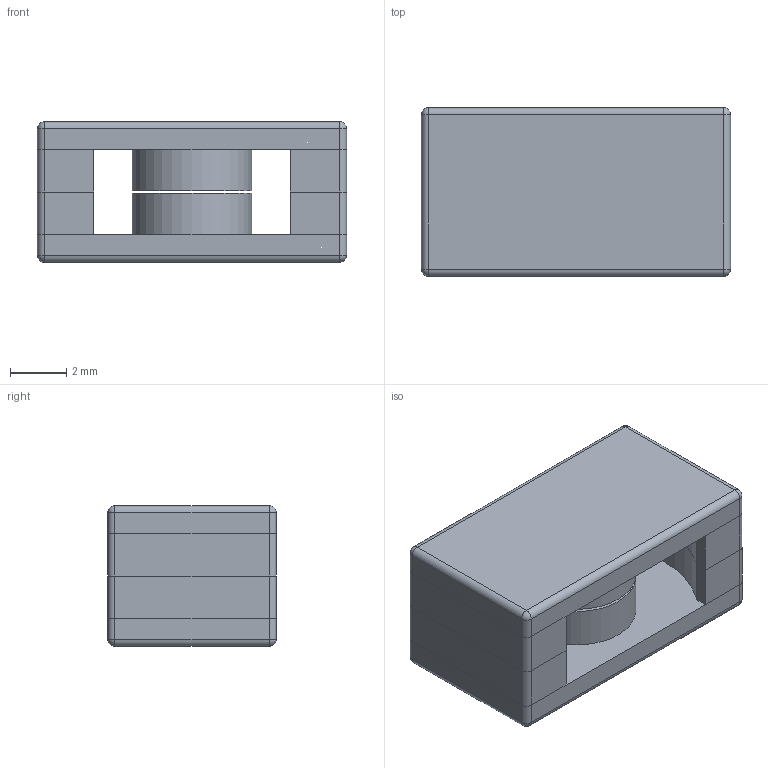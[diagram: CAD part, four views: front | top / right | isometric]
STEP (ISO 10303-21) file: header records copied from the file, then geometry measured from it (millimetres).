
FILE_DESCRIPTION(('FreeCAD Model'),'2;1');
FILE_NAME('Open CASCADE Shape Model','2024-02-14T13:40:45',(''),(''), 'Open CASCADE STEP processor 7.6','FreeCAD','Unknown');
FILE_SCHEMA(('AUTOMOTIVE_DESIGN { 1 0 10303 214 1 1 1 1 }'));
Length unit declared in the file: millimetre
Products named in the file (3): Part; Body002; ER11-5
Assembly tree (2 placements, depth 2):
  Part
    Body002
    ER11-5
Bounding box: 11 x 6 x 5 mm (x, y, z)
Volume: 226 mm3; surface area: 459.3 mm2
Topology: 2 solids, 2 shells, 76 faces, 170 edges, 92 vertices
Faces by surface type: plane 38, cylinder 30, sphere 8
Full cylindrical faces by diameter (mm): 4.25 x2
Entity records: 2061 total; most frequent: DIRECTION 372, CARTESIAN_POINT 333, ORIENTED_EDGE 324, EDGE_CURVE 162, AXIS2_PLACEMENT_3D 131, LINE 110, VECTOR 110, VERTEX_POINT 92
